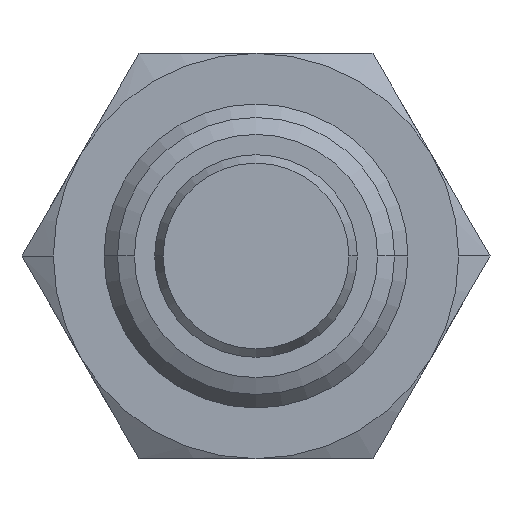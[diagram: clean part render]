
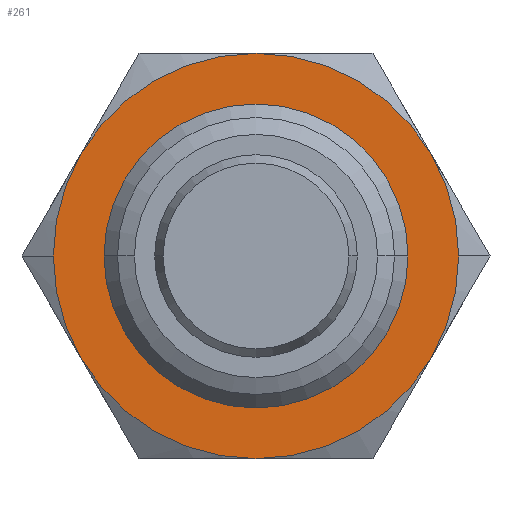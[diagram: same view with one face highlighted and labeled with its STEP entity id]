
A CAD part, front view. The second image highlights one B-rep face of the part: STEP entity #261.
In plain terms, the highlighted planar face has unit normal (0, -1, 0).
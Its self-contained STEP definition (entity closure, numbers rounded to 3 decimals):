
#261=ADVANCED_FACE('',(#457,#458),#459,.T.);
#457=FACE_OUTER_BOUND('',#660,.T.);
#458=FACE_BOUND('',#661,.T.);
#459=PLANE('',#662);
#660=EDGE_LOOP('',(#1299,#1300,#1301,#1302,#1303,#1304,#1305,#1306));
#661=EDGE_LOOP('',(#1307,#1308));
#662=AXIS2_PLACEMENT_3D('',#1309,#1310,#1311);
#1299=ORIENTED_EDGE('',*,*,#1539,.F.);
#1300=ORIENTED_EDGE('',*,*,#1525,.F.);
#1301=ORIENTED_EDGE('',*,*,#1528,.F.);
#1302=ORIENTED_EDGE('',*,*,#1530,.F.);
#1303=ORIENTED_EDGE('',*,*,#1523,.F.);
#1304=ORIENTED_EDGE('',*,*,#1534,.F.);
#1305=ORIENTED_EDGE('',*,*,#1537,.F.);
#1306=ORIENTED_EDGE('',*,*,#1519,.F.);
#1307=ORIENTED_EDGE('',*,*,#1559,.T.);
#1308=ORIENTED_EDGE('',*,*,#1503,.T.);
#1309=CARTESIAN_POINT('',(10.5,-8.0,0.0));
#1310=DIRECTION('',(0.0,-1.0,0.0));
#1311=DIRECTION('',(-1.0,0.0,0.0));
#1503=EDGE_CURVE('',#1783,#1780,#1784,.T.);
#1519=EDGE_CURVE('',#1810,#1813,#1814,.T.);
#1523=EDGE_CURVE('',#1819,#1817,#1821,.T.);
#1525=EDGE_CURVE('',#1823,#1825,#1826,.T.);
#1528=EDGE_CURVE('',#1829,#1823,#1831,.T.);
#1530=EDGE_CURVE('',#1817,#1829,#1833,.T.);
#1534=EDGE_CURVE('',#1837,#1819,#1839,.T.);
#1537=EDGE_CURVE('',#1813,#1837,#1843,.T.);
#1539=EDGE_CURVE('',#1825,#1810,#1845,.T.);
#1559=EDGE_CURVE('',#1780,#1783,#1873,.T.);
#1780=VERTEX_POINT('',#2536);
#1783=VERTEX_POINT('',#2540);
#1784=CIRCLE('',#2541,9.0);
#1810=VERTEX_POINT('',#2596);
#1813=VERTEX_POINT('',#2600);
#1814=CIRCLE('',#2601,12.0);
#1817=VERTEX_POINT('',#2615);
#1819=VERTEX_POINT('',#2618);
#1821=CIRCLE('',#2631,12.0);
#1823=VERTEX_POINT('',#2633);
#1825=VERTEX_POINT('',#2646);
#1826=CIRCLE('',#2647,12.0);
#1829=VERTEX_POINT('',#2661);
#1831=CIRCLE('',#2674,12.0);
#1833=CIRCLE('',#2687,12.0);
#1837=VERTEX_POINT('',#2713);
#1839=CIRCLE('',#2726,12.0);
#1843=CIRCLE('',#2752,12.0);
#1845=CIRCLE('',#2765,12.0);
#1873=CIRCLE('',#2903,9.0);
#2536=CARTESIAN_POINT('',(9.0,-8.0,0.0));
#2540=CARTESIAN_POINT('',(-9.0,-8.0,0.));
#2541=AXIS2_PLACEMENT_3D('',#3145,#3146,#3147);
#2596=CARTESIAN_POINT('',(12.0,-8.0,0.));
#2600=CARTESIAN_POINT('',(10.392,-8.0,-6.0));
#2601=AXIS2_PLACEMENT_3D('',#3171,#3172,#3173);
#2615=CARTESIAN_POINT('',(-12.0,-8.0,0.));
#2618=CARTESIAN_POINT('',(-10.392,-8.0,-6.0));
#2631=AXIS2_PLACEMENT_3D('',#3175,#3176,#3177);
#2633=CARTESIAN_POINT('',(0.,-8.0,12.0));
#2646=CARTESIAN_POINT('',(10.392,-8.0,6.0));
#2647=AXIS2_PLACEMENT_3D('',#3178,#3179,#3180);
#2661=CARTESIAN_POINT('',(-10.392,-8.0,6.0));
#2674=AXIS2_PLACEMENT_3D('',#3181,#3182,#3183);
#2687=AXIS2_PLACEMENT_3D('',#3184,#3185,#3186);
#2713=CARTESIAN_POINT('',(0.0,-8.0,-12.0));
#2726=AXIS2_PLACEMENT_3D('',#3187,#3188,#3189);
#2752=AXIS2_PLACEMENT_3D('',#3190,#3191,#3192);
#2765=AXIS2_PLACEMENT_3D('',#3193,#3194,#3195);
#2903=AXIS2_PLACEMENT_3D('',#3223,#3224,#3225);
#3145=CARTESIAN_POINT('',(0.0,-8.0,0.0));
#3146=DIRECTION('',(0.0,1.0,0.0));
#3147=DIRECTION('',(1.0,0.0,0.0));
#3171=CARTESIAN_POINT('',(0.0,-8.0,0.0));
#3172=DIRECTION('',(0.0,1.0,0.0));
#3173=DIRECTION('',(1.0,0.0,0.0));
#3175=CARTESIAN_POINT('',(0.0,-8.0,0.0));
#3176=DIRECTION('',(0.0,1.0,0.0));
#3177=DIRECTION('',(1.0,0.0,0.0));
#3178=CARTESIAN_POINT('',(0.0,-8.0,0.0));
#3179=DIRECTION('',(0.0,1.0,0.0));
#3180=DIRECTION('',(1.0,0.0,0.0));
#3181=CARTESIAN_POINT('',(0.0,-8.0,0.0));
#3182=DIRECTION('',(0.0,1.0,0.0));
#3183=DIRECTION('',(1.0,0.0,0.0));
#3184=CARTESIAN_POINT('',(0.0,-8.0,0.0));
#3185=DIRECTION('',(0.0,1.0,0.0));
#3186=DIRECTION('',(1.0,0.0,0.0));
#3187=CARTESIAN_POINT('',(0.0,-8.0,0.0));
#3188=DIRECTION('',(0.0,1.0,0.0));
#3189=DIRECTION('',(1.0,0.0,0.0));
#3190=CARTESIAN_POINT('',(0.0,-8.0,0.0));
#3191=DIRECTION('',(0.0,1.0,0.0));
#3192=DIRECTION('',(1.0,0.0,0.0));
#3193=CARTESIAN_POINT('',(0.0,-8.0,0.0));
#3194=DIRECTION('',(0.0,1.0,0.0));
#3195=DIRECTION('',(1.0,0.0,0.0));
#3223=CARTESIAN_POINT('',(0.0,-8.0,0.0));
#3224=DIRECTION('',(0.0,1.0,0.0));
#3225=DIRECTION('',(1.0,0.0,0.0));
